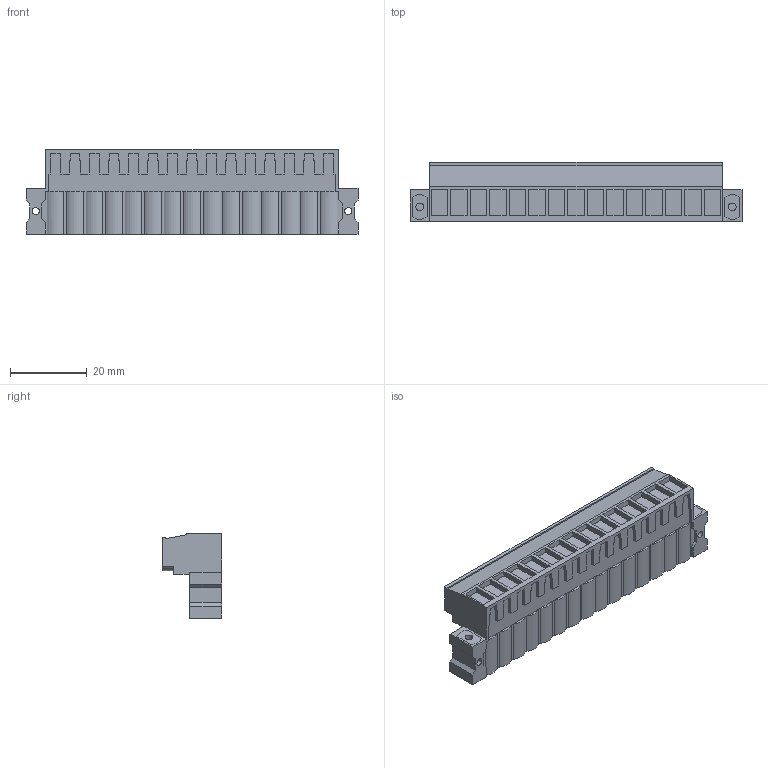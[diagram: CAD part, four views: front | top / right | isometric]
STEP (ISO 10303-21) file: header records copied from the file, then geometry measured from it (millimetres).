
FILE_DESCRIPTION(('CATIA V5 STEP Exchange','CAx-IF Rec.Pracs.--- Model Styling and Organization---1.2---2011-12-15'),'2;1');
FILE_NAME ('D1457476_0_1846490000_1846490000.stp','2017-05-17T11:13:57+00:00',('none'),('Weidmueller'),'CATIA Version 5-6 Release 2014','CATIA V5 STEP AP214','none');
FILE_SCHEMA(('AUTOMOTIVE_DESIGN { 1 0 10303 214 1 1 1 1 }'));
Length unit declared in the file: millimetre
Products named in the file (1): 1846490000
Bounding box: 86.46 x 15.38 x 22.05 mm (x, y, z)
Volume: 13877.2 mm3; surface area: 12193.3 mm2
Topology: 35 solids, 35 shells, 1133 faces, 3068 edges, 2072 vertices
Faces by surface type: plane 850, cylinder 223, extrusion 60
Entity records: 34250 total; most frequent: CARTESIAN_POINT 7755, ORIENTED_EDGE 6136, DIRECTION 4138, EDGE_CURVE 3068, VECTOR 2494, LINE 2434, VERTEX_POINT 2072, EDGE_LOOP 1242
